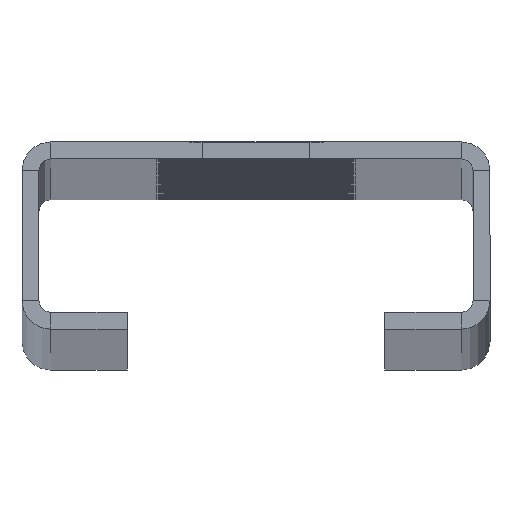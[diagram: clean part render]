
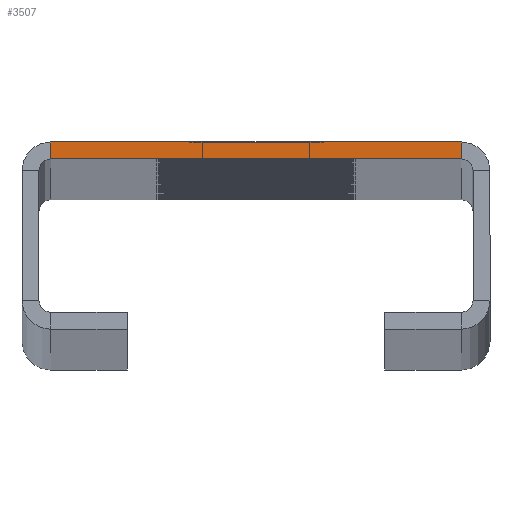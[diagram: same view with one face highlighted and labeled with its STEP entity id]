
A CAD part, top view. The second image highlights one B-rep face of the part: STEP entity #3507.
In plain terms, the highlighted planar face has unit normal (0, 0, 1).
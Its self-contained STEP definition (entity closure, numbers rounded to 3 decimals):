
#23 = CARTESIAN_POINT ( 'NONE',  ( 10., 7.28, 1000. ) ) ;
#154 = DIRECTION ( 'NONE',  ( -1., 0., 0. ) ) ;
#2162 = CARTESIAN_POINT ( 'NONE',  ( -8.78, 8., 1000. ) ) ;
#2224 = CARTESIAN_POINT ( 'NONE',  ( -8.78, 8., 1000. ) ) ;
#2280 = EDGE_CURVE ( 'NONE', #23656, #23562, #5044, .T. ) ;
#3507 = ADVANCED_FACE ( 'NONE', ( #24198 ), #21570, .T. ) ;
#4970 = VECTOR ( 'NONE', #154, 1000. ) ;
#5044 = LINE ( 'NONE', #23, #4970 ) ;
#5886 = EDGE_CURVE ( 'NONE', #23844, #24130, #12396, .T. ) ;
#9229 = CARTESIAN_POINT ( 'NONE',  ( 8.78, 8., 1000. ) ) ;
#9393 = EDGE_LOOP ( 'NONE', ( #16197, #16395, #16558, #16998 ) ) ;
#9831 = DIRECTION ( 'NONE',  ( 0., -1., 0. ) ) ;
#11706 = CARTESIAN_POINT ( 'NONE',  ( -8.78, 7.28, 1000. ) ) ;
#12396 = LINE ( 'NONE', #18407, #12503 ) ;
#12503 = VECTOR ( 'NONE', #18381, 1000. ) ;
#15604 = DIRECTION ( 'NONE',  ( 0., 1., 0. ) ) ;
#16197 = ORIENTED_EDGE ( 'NONE', *, *, #5886, .T. ) ;
#16395 = ORIENTED_EDGE ( 'NONE', *, *, #25126, .T. ) ;
#16558 = ORIENTED_EDGE ( 'NONE', *, *, #2280, .F. ) ;
#16998 = ORIENTED_EDGE ( 'NONE', *, *, #24639, .T. ) ;
#17497 = DIRECTION ( 'NONE',  ( 1., 0., 0. ) ) ;
#17775 = DIRECTION ( 'NONE',  ( 0., 0., 1. ) ) ;
#18087 = VECTOR ( 'NONE', #9831, 1000. ) ;
#18167 = LINE ( 'NONE', #2162, #18087 ) ;
#18381 = DIRECTION ( 'NONE',  ( -1., 0., 0. ) ) ;
#18407 = CARTESIAN_POINT ( 'NONE',  ( 10., 8., 1000. ) ) ;
#19896 = VECTOR ( 'NONE', #15604, 1000. ) ;
#19924 = LINE ( 'NONE', #21378, #19896 ) ;
#20380 = AXIS2_PLACEMENT_3D ( 'NONE', #21262, #17775, #17497 ) ;
#21262 = CARTESIAN_POINT ( 'NONE',  ( -9.28, 6.78, 1000. ) ) ;
#21378 = CARTESIAN_POINT ( 'NONE',  ( 8.78, 7.28, 1000. ) ) ;
#21570 = PLANE ( 'NONE',  #20380 ) ;
#23562 = VERTEX_POINT ( 'NONE', #11706 ) ;
#23615 = CARTESIAN_POINT ( 'NONE',  ( 8.78, 7.28, 1000. ) ) ;
#23656 = VERTEX_POINT ( 'NONE', #23615 ) ;
#23844 = VERTEX_POINT ( 'NONE', #9229 ) ;
#24130 = VERTEX_POINT ( 'NONE', #2224 ) ;
#24198 = FACE_OUTER_BOUND ( 'NONE', #9393, .T. ) ;
#24639 = EDGE_CURVE ( 'NONE', #23656, #23844, #19924, .T. ) ;
#25126 = EDGE_CURVE ( 'NONE', #24130, #23562, #18167, .T. ) ;
